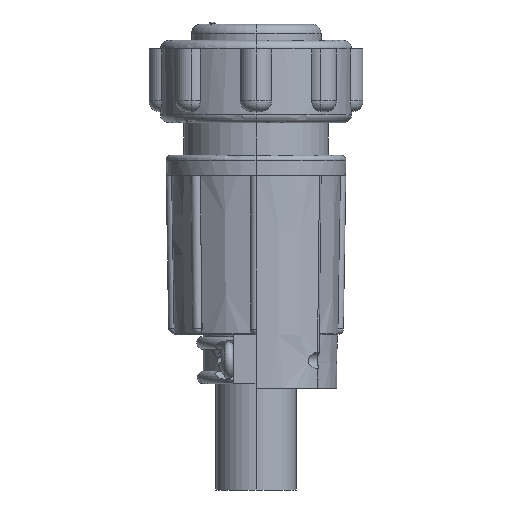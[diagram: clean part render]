
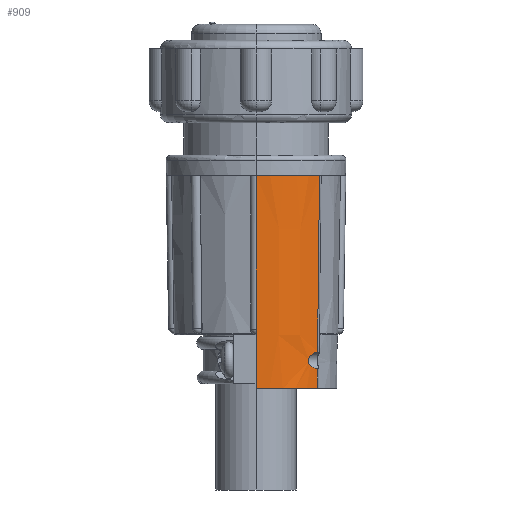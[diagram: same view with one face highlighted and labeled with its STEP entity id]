
A CAD part, left-side view. The second image highlights one B-rep face of the part: STEP entity #909.
In plain terms, the highlighted conical face has half-angle 0.9 degrees and reference radius 12.529 mm.
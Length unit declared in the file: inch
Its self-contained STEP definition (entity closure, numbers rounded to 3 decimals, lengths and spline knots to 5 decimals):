
#422 = EDGE_CURVE ( 'NONE', #3503, #3504, #876, .T. ) ;
#519 = EDGE_CURVE ( 'NONE', #8619, #3502, #4066, .T. ) ;
#583 = EDGE_CURVE ( 'NONE', #3655, #3643, #8381, .T. ) ;
#716 = EDGE_CURVE ( 'NONE', #3504, #8869, #1864, .T. ) ;
#859 = EDGE_CURVE ( 'NONE', #8869, #8619, #4325, .T. ) ;
#876 = CIRCLE ( 'NONE', #5141, 0.47489 ) ;
#909 = ADVANCED_FACE ( 'NONE', ( #4699 ), #7956, .T. ) ;
#914 = EDGE_CURVE ( 'NONE', #3502, #3643, #8047, .T. ) ;
#1048 = EDGE_CURVE ( 'NONE', #3655, #3503, #5912, .T. ) ;
#1861 = DIRECTION ( 'NONE',  ( -0.011, -0.011, 1. ) ) ;
#1862 = CARTESIAN_POINT ( 'NONE',  ( -0.3488, -0.3488, -0.83 ) ) ;
#1864 = LINE ( 'NONE', #1862, #5004 ) ;
#2739 = CARTESIAN_POINT ( 'NONE',  ( -0.33801, -0.33801, -1.8006 ) ) ;
#2742 = CARTESIAN_POINT ( 'NONE',  ( -0.34315, -0.33287, -1.80094 ) ) ;
#2744 = CARTESIAN_POINT ( 'NONE',  ( -0.34812, -0.32763, -1.80214 ) ) ;
#2745 = CARTESIAN_POINT ( 'NONE',  ( -0.35741, -0.31738, -1.80608 ) ) ;
#2746 = CARTESIAN_POINT ( 'NONE',  ( -0.36178, -0.31231, -1.80882 ) ) ;
#2748 = CARTESIAN_POINT ( 'NONE',  ( -0.36777, -0.30505, -1.81432 ) ) ;
#2749 = CARTESIAN_POINT ( 'NONE',  ( -0.36964, -0.30273, -1.81636 ) ) ;
#2750 = CARTESIAN_POINT ( 'NONE',  ( -0.37308, -0.29836, -1.82094 ) ) ;
#2753 = CARTESIAN_POINT ( 'NONE',  ( -0.37468, -0.29628, -1.82352 ) ) ;
#2754 = CARTESIAN_POINT ( 'NONE',  ( -0.3774, -0.29267, -1.82919 ) ) ;
#2755 = CARTESIAN_POINT ( 'NONE',  ( -0.37853, -0.29112, -1.8323 ) ) ;
#2759 = CARTESIAN_POINT ( 'NONE',  ( -0.3801, -0.28888, -1.83907 ) ) ;
#2760 = CARTESIAN_POINT ( 'NONE',  ( -0.38052, -0.28823, -1.8427 ) ) ;
#2761 = CARTESIAN_POINT ( 'NONE',  ( -0.38047, -0.28811, -1.84994 ) ) ;
#2763 = CARTESIAN_POINT ( 'NONE',  ( -0.38, -0.28864, -1.85356 ) ) ;
#2765 = CARTESIAN_POINT ( 'NONE',  ( -0.37832, -0.29066, -1.86033 ) ) ;
#2767 = CARTESIAN_POINT ( 'NONE',  ( -0.37713, -0.29214, -1.86348 ) ) ;
#2768 = CARTESIAN_POINT ( 'NONE',  ( -0.37286, -0.29738, -1.87203 ) ) ;
#2769 = CARTESIAN_POINT ( 'NONE',  ( -0.36914, -0.3019, -1.87656 ) ) ;
#2771 = CARTESIAN_POINT ( 'NONE',  ( -0.36101, -0.3114, -1.88372 ) ) ;
#2773 = CARTESIAN_POINT ( 'NONE',  ( -0.35648, -0.31653, -1.88643 ) ) ;
#2777 = CARTESIAN_POINT ( 'NONE',  ( -0.34707, -0.32674, -1.89016 ) ) ;
#2779 = CARTESIAN_POINT ( 'NONE',  ( -0.34215, -0.33186, -1.89123 ) ) ;
#2781 = CARTESIAN_POINT ( 'NONE',  ( 0., 0., -0.83 ) ) ;
#2782 = DIRECTION ( 'NONE',  ( 0., 0., 1. ) ) ;
#2783 = CARTESIAN_POINT ( 'NONE',  ( -0.33701, -0.33701, -1.89146 ) ) ;
#2876 = DIRECTION ( 'NONE',  ( 1., 0., 0. ) ) ;
#2924 = DIRECTION ( 'NONE',  ( 0., 0., -1. ) ) ;
#2925 = DIRECTION ( 'NONE',  ( 1., 0., 0. ) ) ;
#2958 = CARTESIAN_POINT ( 'NONE',  ( 0., 0., -0.83 ) ) ;
#3437 = EDGE_LOOP ( 'NONE', ( #4101, #4105, #4100, #4102, #4225, #4239, #4229 ) ) ;
#3476 = DIRECTION ( 'NONE',  ( 1., 0., 0. ) ) ;
#3477 = DIRECTION ( 'NONE',  ( 0., 0., 1. ) ) ;
#3481 = CARTESIAN_POINT ( 'NONE',  ( 0., 0., -2. ) ) ;
#3502 = VERTEX_POINT ( 'NONE', #7756 ) ;
#3503 = VERTEX_POINT ( 'NONE', #7755 ) ;
#3504 = VERTEX_POINT ( 'NONE', #7754 ) ;
#3643 = VERTEX_POINT ( 'NONE', #7736 ) ;
#3655 = VERTEX_POINT ( 'NONE', #7725 ) ;
#4064 = DIRECTION ( 'NONE',  ( -0.011, -0.011, 1. ) ) ;
#4065 = CARTESIAN_POINT ( 'NONE',  ( -0.3488, -0.3488, -0.83 ) ) ;
#4066 = LINE ( 'NONE', #4065, #5344 ) ;
#4100 = ORIENTED_EDGE ( 'NONE', *, *, #422, .T. ) ;
#4101 = ORIENTED_EDGE ( 'NONE', *, *, #583, .F. ) ;
#4102 = ORIENTED_EDGE ( 'NONE', *, *, #716, .T. ) ;
#4105 = ORIENTED_EDGE ( 'NONE', *, *, #1048, .T. ) ;
#4225 = ORIENTED_EDGE ( 'NONE', *, *, #859, .T. ) ;
#4229 = ORIENTED_EDGE ( 'NONE', *, *, #914, .T. ) ;
#4239 = ORIENTED_EDGE ( 'NONE', *, *, #519, .T. ) ;
#4325 = B_SPLINE_CURVE_WITH_KNOTS ( 'NONE', 3,
 ( #2783, #2779, #2777, #2773, #2771, #2769, #2768, #2767, #2765, #2763, #2761, #2760, #2759, #2755, #2754, #2753, #2750, #2749, #2748, #2746, #2745, #2744, #2742, #2739 ),
 .UNSPECIFIED., .F., .F.,
 ( 4, 2, 2, 2, 2, 2, 2, 2, 2, 2, 2, 4 ),
 ( 0., 0.00055, 0.00109, 0.00164, 0.00191, 0.00219, 0.00246, 0.00273, 0.00301, 0.00328, 0.00383, 0.00437 ),
 .UNSPECIFIED. ) ;
#4468 = VECTOR ( 'NONE', #5910, 39.37008 ) ;
#4691 = AXIS2_PLACEMENT_3D ( 'NONE', #2958, #2924, #2925 ) ;
#4698 = AXIS2_PLACEMENT_3D ( 'NONE', #2781, #2782, #2876 ) ;
#4699 = FACE_OUTER_BOUND ( 'NONE', #3437, .T. ) ;
#5004 = VECTOR ( 'NONE', #1861, 39.37008 ) ;
#5141 = AXIS2_PLACEMENT_3D ( 'NONE', #3481, #3477, #3476 ) ;
#5276 = VECTOR ( 'NONE', #8379, 39.37008 ) ;
#5344 = VECTOR ( 'NONE', #4064, 39.37008 ) ;
#5910 = DIRECTION ( 'NONE',  ( 0.016, 0., -1. ) ) ;
#5911 = CARTESIAN_POINT ( 'NONE',  ( -0.49327, 0., -0.83 ) ) ;
#5912 = LINE ( 'NONE', #5911, #4468 ) ;
#7428 = CARTESIAN_POINT ( 'NONE',  ( -0.33701, -0.33701, -1.89146 ) ) ;
#7540 = CARTESIAN_POINT ( 'NONE',  ( -0.33801, -0.33801, -1.8006 ) ) ;
#7725 = CARTESIAN_POINT ( 'NONE',  ( -0.47999, 0., -1.67547 ) ) ;
#7736 = CARTESIAN_POINT ( 'NONE',  ( -0.49327, 0., -0.83 ) ) ;
#7754 = CARTESIAN_POINT ( 'NONE',  ( -0.3358, -0.3358, -2. ) ) ;
#7755 = CARTESIAN_POINT ( 'NONE',  ( -0.47489, 0., -2. ) ) ;
#7756 = CARTESIAN_POINT ( 'NONE',  ( -0.3488, -0.3488, -0.83 ) ) ;
#7956 = CONICAL_SURFACE ( 'NONE', #4698, 0.49327, 0.016 ) ;
#8047 = CIRCLE ( 'NONE', #4691, 0.49327 ) ;
#8379 = DIRECTION ( 'NONE',  ( -0.016, 0., 1. ) ) ;
#8380 = CARTESIAN_POINT ( 'NONE',  ( -0.03, 0., -30.32062 ) ) ;
#8381 = LINE ( 'NONE', #8380, #5276 ) ;
#8619 = VERTEX_POINT ( 'NONE', #7540 ) ;
#8869 = VERTEX_POINT ( 'NONE', #7428 ) ;
